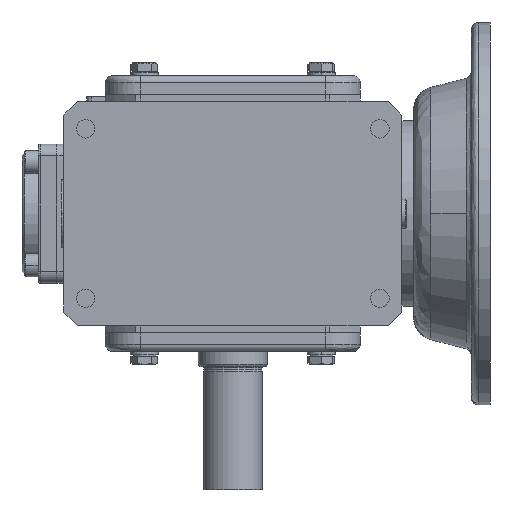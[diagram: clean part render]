
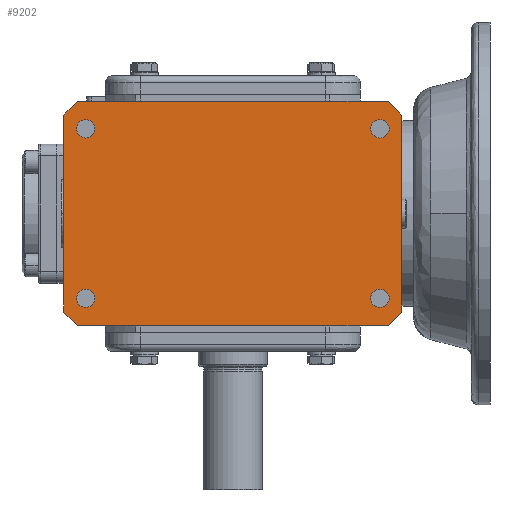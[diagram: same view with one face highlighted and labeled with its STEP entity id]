
A CAD part, front view. The second image highlights one B-rep face of the part: STEP entity #9202.
In plain terms, the highlighted planar face has unit normal (0, -1, 0).
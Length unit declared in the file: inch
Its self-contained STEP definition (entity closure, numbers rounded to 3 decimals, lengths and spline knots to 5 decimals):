
#141 = CARTESIAN_POINT ( 'NONE',  ( -2.5, -2.2811, -1.28371 ) ) ;
#292 = CARTESIAN_POINT ( 'NONE',  ( -2.87402, -2.2811, 1.90945 ) ) ;
#442 = EDGE_LOOP ( 'NONE', ( #1888, #17011 ) ) ;
#514 = EDGE_LOOP ( 'NONE', ( #6360, #11442, #21443, #6743, #14629, #16178, #8171, #6311 ) ) ;
#747 = AXIS2_PLACEMENT_3D ( 'NONE', #12030, #1771, #13714 ) ;
#762 = CARTESIAN_POINT ( 'NONE',  ( 2.6378, -2.2811, -1.90945 ) ) ;
#1113 = EDGE_CURVE ( 'NONE', #18423, #15482, #11593, .T. ) ;
#1527 = DIRECTION ( 'NONE',  ( 0., 0., -1. ) ) ;
#1564 = VERTEX_POINT ( 'NONE', #7900 ) ;
#1630 = AXIS2_PLACEMENT_3D ( 'NONE', #6415, #18005, #8139 ) ;
#1771 = DIRECTION ( 'NONE',  ( 0., 1., 0. ) ) ;
#1792 = CIRCLE ( 'NONE', #4644, 0.15625 ) ;
#1888 = ORIENTED_EDGE ( 'NONE', *, *, #14077, .T. ) ;
#1996 = FACE_BOUND ( 'NONE', #15697, .T. ) ;
#2234 = DIRECTION ( 'NONE',  ( 0., 1., 0. ) ) ;
#2271 = VERTEX_POINT ( 'NONE', #141 ) ;
#2381 = EDGE_CURVE ( 'NONE', #15216, #6851, #16380, .T. ) ;
#2539 = FACE_BOUND ( 'NONE', #442, .T. ) ;
#2581 = CARTESIAN_POINT ( 'NONE',  ( 2.5, -2.2811, 1.43996 ) ) ;
#2836 = EDGE_LOOP ( 'NONE', ( #17524, #6222 ) ) ;
#2837 = CARTESIAN_POINT ( 'NONE',  ( 2.5, -2.2811, -1.28371 ) ) ;
#2928 = DIRECTION ( 'NONE',  ( 0., 1., 0. ) ) ;
#2945 = DIRECTION ( 'NONE',  ( 0., 1., 0. ) ) ;
#2958 = VECTOR ( 'NONE', #16270, 39.37008 ) ;
#3389 = VECTOR ( 'NONE', #13977, 39.37008 ) ;
#3486 = CARTESIAN_POINT ( 'NONE',  ( -2.5, -2.2811, 1.43996 ) ) ;
#3490 = CARTESIAN_POINT ( 'NONE',  ( -2.5, -2.2811, -1.59621 ) ) ;
#3551 = ORIENTED_EDGE ( 'NONE', *, *, #11461, .T. ) ;
#3561 = VERTEX_POINT ( 'NONE', #2837 ) ;
#3703 = DIRECTION ( 'NONE',  ( 0., 0., 1. ) ) ;
#3832 = EDGE_LOOP ( 'NONE', ( #4940, #13241 ) ) ;
#4245 = EDGE_CURVE ( 'NONE', #1564, #15216, #8938, .T. ) ;
#4434 = CARTESIAN_POINT ( 'NONE',  ( -2.87402, -2.2811, 1.67323 ) ) ;
#4644 = AXIS2_PLACEMENT_3D ( 'NONE', #13154, #2945, #14826 ) ;
#4683 = CIRCLE ( 'NONE', #1630, 0.15625 ) ;
#4882 = CIRCLE ( 'NONE', #20760, 0.15625 ) ;
#4940 = ORIENTED_EDGE ( 'NONE', *, *, #1113, .T. ) ;
#5470 = DIRECTION ( 'NONE',  ( 0., 1., 0. ) ) ;
#5490 = CARTESIAN_POINT ( 'NONE',  ( -2.6378, -2.2811, -1.90945 ) ) ;
#5567 = EDGE_CURVE ( 'NONE', #14284, #15188, #14872, .T. ) ;
#6077 = VERTEX_POINT ( 'NONE', #3490 ) ;
#6116 = EDGE_CURVE ( 'NONE', #8429, #1564, #15354, .T. ) ;
#6222 = ORIENTED_EDGE ( 'NONE', *, *, #12415, .T. ) ;
#6229 = CIRCLE ( 'NONE', #13886, 0.15625 ) ;
#6311 = ORIENTED_EDGE ( 'NONE', *, *, #12587, .T. ) ;
#6334 = EDGE_CURVE ( 'NONE', #21447, #17274, #7781, .T. ) ;
#6360 = ORIENTED_EDGE ( 'NONE', *, *, #6116, .T. ) ;
#6415 = CARTESIAN_POINT ( 'NONE',  ( 2.5, -2.2811, -1.43996 ) ) ;
#6594 = FACE_BOUND ( 'NONE', #3832, .T. ) ;
#6743 = ORIENTED_EDGE ( 'NONE', *, *, #11453, .T. ) ;
#6851 = VERTEX_POINT ( 'NONE', #19605 ) ;
#7781 = CIRCLE ( 'NONE', #18808, 0.15625 ) ;
#7900 = CARTESIAN_POINT ( 'NONE',  ( -2.87402, -2.2811, -1.67323 ) ) ;
#8139 = DIRECTION ( 'NONE',  ( 0., 0., -1. ) ) ;
#8152 = DIRECTION ( 'NONE',  ( 0.707, 0., -0.707 ) ) ;
#8171 = ORIENTED_EDGE ( 'NONE', *, *, #14538, .T. ) ;
#8418 = PLANE ( 'NONE',  #14815 ) ;
#8429 = VERTEX_POINT ( 'NONE', #4434 ) ;
#8499 = DIRECTION ( 'NONE',  ( 0., -1., 0. ) ) ;
#8895 = EDGE_CURVE ( 'NONE', #15188, #13393, #16237, .T. ) ;
#8938 = LINE ( 'NONE', #14810, #17641 ) ;
#9202 = ADVANCED_FACE ( 'NONE', ( #15495, #2539, #6594, #1996, #19258 ), #8418, .T. ) ;
#9307 = CARTESIAN_POINT ( 'NONE',  ( 2.5, -2.2811, 1.43996 ) ) ;
#10240 = DIRECTION ( 'NONE',  ( 0., 0., -1. ) ) ;
#10471 = VECTOR ( 'NONE', #14078, 39.37008 ) ;
#10583 = CARTESIAN_POINT ( 'NONE',  ( 2.87402, -2.2811, 2.1063 ) ) ;
#10771 = CARTESIAN_POINT ( 'NONE',  ( -2.6378, -2.2811, 1.90945 ) ) ;
#10838 = LINE ( 'NONE', #762, #18933 ) ;
#10848 = CARTESIAN_POINT ( 'NONE',  ( 2.5, -2.2811, -1.59621 ) ) ;
#11026 = VECTOR ( 'NONE', #18596, 39.37008 ) ;
#11030 = DIRECTION ( 'NONE',  ( 0., 0., -1. ) ) ;
#11275 = EDGE_CURVE ( 'NONE', #15482, #18423, #4882, .T. ) ;
#11442 = ORIENTED_EDGE ( 'NONE', *, *, #4245, .T. ) ;
#11453 = EDGE_CURVE ( 'NONE', #6851, #14284, #10838, .T. ) ;
#11461 = EDGE_CURVE ( 'NONE', #17274, #21447, #6229, .T. ) ;
#11593 = CIRCLE ( 'NONE', #16032, 0.15625 ) ;
#11652 = CARTESIAN_POINT ( 'NONE',  ( -2.5, -2.2811, 1.59621 ) ) ;
#11807 = DIRECTION ( 'NONE',  ( 0., 1., 0. ) ) ;
#12030 = CARTESIAN_POINT ( 'NONE',  ( 2.5, -2.2811, -1.43996 ) ) ;
#12415 = EDGE_CURVE ( 'NONE', #3561, #17772, #13025, .T. ) ;
#12491 = LINE ( 'NONE', #292, #3389 ) ;
#12587 = EDGE_CURVE ( 'NONE', #13277, #8429, #14829, .T. ) ;
#13025 = CIRCLE ( 'NONE', #747, 0.15625 ) ;
#13154 = CARTESIAN_POINT ( 'NONE',  ( -2.5, -2.2811, -1.43996 ) ) ;
#13241 = ORIENTED_EDGE ( 'NONE', *, *, #11275, .T. ) ;
#13277 = VERTEX_POINT ( 'NONE', #15654 ) ;
#13393 = VERTEX_POINT ( 'NONE', #16548 ) ;
#13714 = DIRECTION ( 'NONE',  ( 0., 0., -1. ) ) ;
#13886 = AXIS2_PLACEMENT_3D ( 'NONE', #2581, #2928, #14806 ) ;
#13977 = DIRECTION ( 'NONE',  ( -1., 0., 0. ) ) ;
#14077 = EDGE_CURVE ( 'NONE', #6077, #2271, #1792, .T. ) ;
#14078 = DIRECTION ( 'NONE',  ( -0.707, 0., -0.707 ) ) ;
#14284 = VERTEX_POINT ( 'NONE', #19130 ) ;
#14381 = VECTOR ( 'NONE', #3703, 39.37008 ) ;
#14538 = EDGE_CURVE ( 'NONE', #13393, #13277, #12491, .T. ) ;
#14629 = ORIENTED_EDGE ( 'NONE', *, *, #5567, .T. ) ;
#14806 = DIRECTION ( 'NONE',  ( 0., 0., -1. ) ) ;
#14810 = CARTESIAN_POINT ( 'NONE',  ( -2.87402, -2.2811, -1.67323 ) ) ;
#14815 = AXIS2_PLACEMENT_3D ( 'NONE', #18333, #8499, #19956 ) ;
#14826 = DIRECTION ( 'NONE',  ( 0., 0., -1. ) ) ;
#14829 = LINE ( 'NONE', #10771, #10471 ) ;
#14872 = LINE ( 'NONE', #10583, #14381 ) ;
#15188 = VERTEX_POINT ( 'NONE', #20256 ) ;
#15216 = VERTEX_POINT ( 'NONE', #5490 ) ;
#15252 = VECTOR ( 'NONE', #16031, 39.37008 ) ;
#15354 = LINE ( 'NONE', #20153, #11026 ) ;
#15482 = VERTEX_POINT ( 'NONE', #11652 ) ;
#15495 = FACE_OUTER_BOUND ( 'NONE', #514, .T. ) ;
#15527 = CARTESIAN_POINT ( 'NONE',  ( -2.5, -2.2811, 1.43996 ) ) ;
#15654 = CARTESIAN_POINT ( 'NONE',  ( -2.6378, -2.2811, 1.90945 ) ) ;
#15697 = EDGE_LOOP ( 'NONE', ( #3551, #16513 ) ) ;
#15983 = EDGE_CURVE ( 'NONE', #17772, #3561, #4683, .T. ) ;
#16031 = DIRECTION ( 'NONE',  ( -0.707, 0., 0.707 ) ) ;
#16032 = AXIS2_PLACEMENT_3D ( 'NONE', #3486, #2234, #10240 ) ;
#16178 = ORIENTED_EDGE ( 'NONE', *, *, #8895, .T. ) ;
#16190 = CARTESIAN_POINT ( 'NONE',  ( -2.5, -2.2811, 1.28371 ) ) ;
#16237 = LINE ( 'NONE', #19275, #15252 ) ;
#16270 = DIRECTION ( 'NONE',  ( 1., 0., 0. ) ) ;
#16355 = CARTESIAN_POINT ( 'NONE',  ( -2.87402, -2.2811, -1.90945 ) ) ;
#16380 = LINE ( 'NONE', #16355, #2958 ) ;
#16513 = ORIENTED_EDGE ( 'NONE', *, *, #6334, .T. ) ;
#16548 = CARTESIAN_POINT ( 'NONE',  ( 2.6378, -2.2811, 1.90945 ) ) ;
#16891 = AXIS2_PLACEMENT_3D ( 'NONE', #21502, #11807, #1527 ) ;
#17011 = ORIENTED_EDGE ( 'NONE', *, *, #21456, .T. ) ;
#17095 = CIRCLE ( 'NONE', #16891, 0.15625 ) ;
#17127 = DIRECTION ( 'NONE',  ( 0., 0., -1. ) ) ;
#17274 = VERTEX_POINT ( 'NONE', #20694 ) ;
#17524 = ORIENTED_EDGE ( 'NONE', *, *, #15983, .T. ) ;
#17641 = VECTOR ( 'NONE', #8152, 39.37008 ) ;
#17772 = VERTEX_POINT ( 'NONE', #10848 ) ;
#18005 = DIRECTION ( 'NONE',  ( 0., 1., 0. ) ) ;
#18182 = CARTESIAN_POINT ( 'NONE',  ( 2.5, -2.2811, 1.59621 ) ) ;
#18333 = CARTESIAN_POINT ( 'NONE',  ( -2.87402, -2.2811, 2.1063 ) ) ;
#18423 = VERTEX_POINT ( 'NONE', #16190 ) ;
#18596 = DIRECTION ( 'NONE',  ( 0., 0., -1. ) ) ;
#18808 = AXIS2_PLACEMENT_3D ( 'NONE', #9307, #20714, #11030 ) ;
#18933 = VECTOR ( 'NONE', #19232, 39.37008 ) ;
#19130 = CARTESIAN_POINT ( 'NONE',  ( 2.87402, -2.2811, -1.67323 ) ) ;
#19232 = DIRECTION ( 'NONE',  ( 0.707, 0., 0.707 ) ) ;
#19258 = FACE_BOUND ( 'NONE', #2836, .T. ) ;
#19275 = CARTESIAN_POINT ( 'NONE',  ( 2.87402, -2.2811, 1.67323 ) ) ;
#19605 = CARTESIAN_POINT ( 'NONE',  ( 2.6378, -2.2811, -1.90945 ) ) ;
#19956 = DIRECTION ( 'NONE',  ( 1., 0., 0. ) ) ;
#20153 = CARTESIAN_POINT ( 'NONE',  ( -2.87402, -2.2811, 2.1063 ) ) ;
#20256 = CARTESIAN_POINT ( 'NONE',  ( 2.87402, -2.2811, 1.67323 ) ) ;
#20694 = CARTESIAN_POINT ( 'NONE',  ( 2.5, -2.2811, 1.28371 ) ) ;
#20714 = DIRECTION ( 'NONE',  ( 0., 1., 0. ) ) ;
#20760 = AXIS2_PLACEMENT_3D ( 'NONE', #15527, #5470, #17127 ) ;
#21443 = ORIENTED_EDGE ( 'NONE', *, *, #2381, .T. ) ;
#21447 = VERTEX_POINT ( 'NONE', #18182 ) ;
#21456 = EDGE_CURVE ( 'NONE', #2271, #6077, #17095, .T. ) ;
#21502 = CARTESIAN_POINT ( 'NONE',  ( -2.5, -2.2811, -1.43996 ) ) ;
